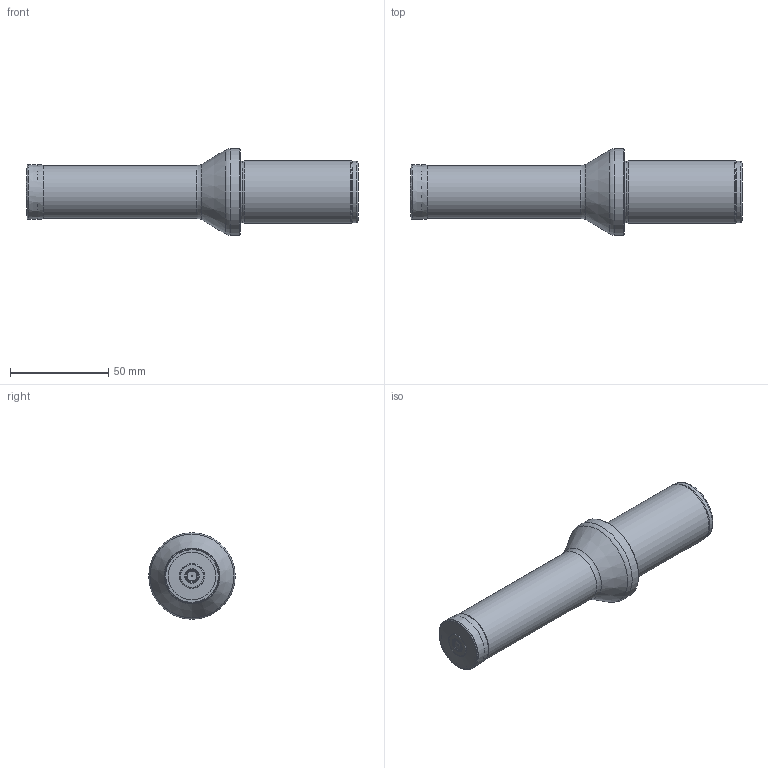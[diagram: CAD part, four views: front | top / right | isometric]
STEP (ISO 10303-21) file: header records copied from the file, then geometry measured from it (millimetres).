
FILE_DESCRIPTION(/* description */ (''),/* implementation_level */ '2;1');
FILE_NAME(/* name */ 'ATUM-28XD3-880-0503...stp',/* time_stamp */ '2023-11-29T03:04:04+03:00',/* author */ (''),/* organization */ (''),/* preprocessor_version */ 'ST-DEVELOPER v19.4',/* originating_system */ 'SIEMENS PLM Software NX2306.3001',/* authorisation */ '');
FILE_SCHEMA (('AUTOMOTIVE_DESIGN { 1 0 10303 214 3 1 1 1 }'));
Length unit declared in the file: millimetre
Products named in the file (1): STP_ATUM 28XD3 880-0503..
Bounding box: 169 x 44 x 44 mm (x, y, z)
Volume: 127446.1 mm3; surface area: 20126.1 mm2
Topology: 2 solids, 2 shells, 54 faces, 128 edges, 79 vertices
Faces by surface type: revolution 23, torus 8, cylinder 6, cone 6, bspline 6, plane 5
Full cylindrical faces by diameter (mm): 3.197 x1, 27 x1, 31.5 x2, 32 x1, 44 x1
Entity records: 2374 total; most frequent: CARTESIAN_POINT 1415, DIRECTION 202, EDGE_LOOP 106, ORIENTED_EDGE 106, FACE_BOUND 104, AXIS2_PLACEMENT_3D 85, ADVANCED_FACE 54, VERTEX_POINT 53
